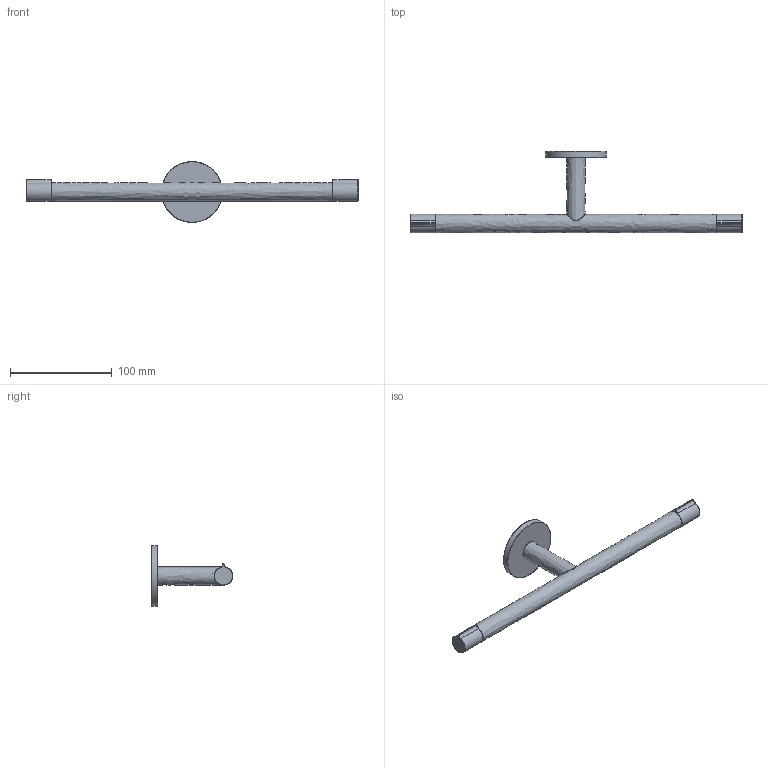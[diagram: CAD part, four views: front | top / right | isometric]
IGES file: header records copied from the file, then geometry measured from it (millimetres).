
Start section: C
Global section: file name: GTA05-00.igs; native system: By Siemens PLM Incorporated; preprocessor: XPlus GENERIC/IGES 27.1.215; author: Author; organization: Title; date: 20260219.103325; units: millimetre
Bounding box: 327 x 80 x 59.99 mm (x, y, z)
Volume: 48495.8 mm3; surface area: 48316.1 mm2
Topology: 7 solids, 7 shells, 160 faces, 380 edges, 239 vertices
Faces by surface type: bspline 160
